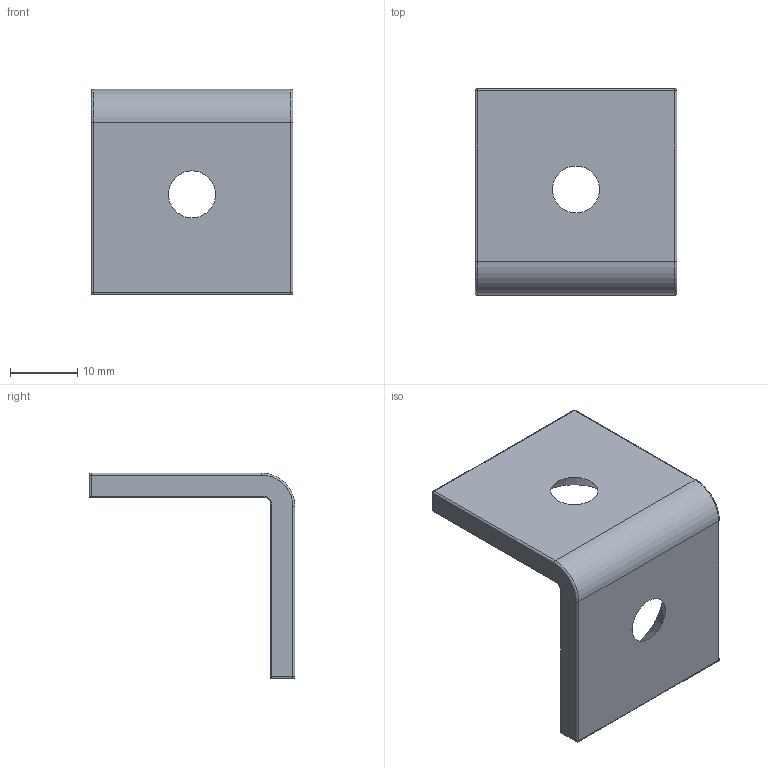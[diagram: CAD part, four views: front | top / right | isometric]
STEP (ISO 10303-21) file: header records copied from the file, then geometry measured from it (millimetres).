
FILE_DESCRIPTION (( 'STEP AP214' ), '1' );
FILE_NAME ('A388 Óãëîâîé ñîåäèíèòåëü ñòàëüíîé 30õ30.STEP', '2020-07-30T07:03:20', ( 'Ïîëüçîâàòåëü Windows' ), ( '' ), 'SwSTEP 2.0', 'SolidWorks 2020', '' );
FILE_SCHEMA (( 'AUTOMOTIVE_DESIGN' ));
Length unit declared in the file: millimetre
Products named in the file (1): A388 Óãëîâîé ñîåäèíèòåëü ñòàëüíîé 30õ30
Bounding box: 30.1 x 30.7 x 30.7 mm (x, y, z)
Volume: 5562 mm3; surface area: 3942.2 mm2
Topology: 1 solids, 1 shells, 42 faces, 96 edges, 52 vertices
Faces by surface type: cylinder 18, plane 8, torus 8, cone 4, sphere 4
Entity records: 1186 total; most frequent: DIRECTION 230, CARTESIAN_POINT 187, ORIENTED_EDGE 184, AXIS2_PLACEMENT_3D 95, EDGE_CURVE 92, VERTEX_POINT 52, CIRCLE 52, EDGE_LOOP 46
